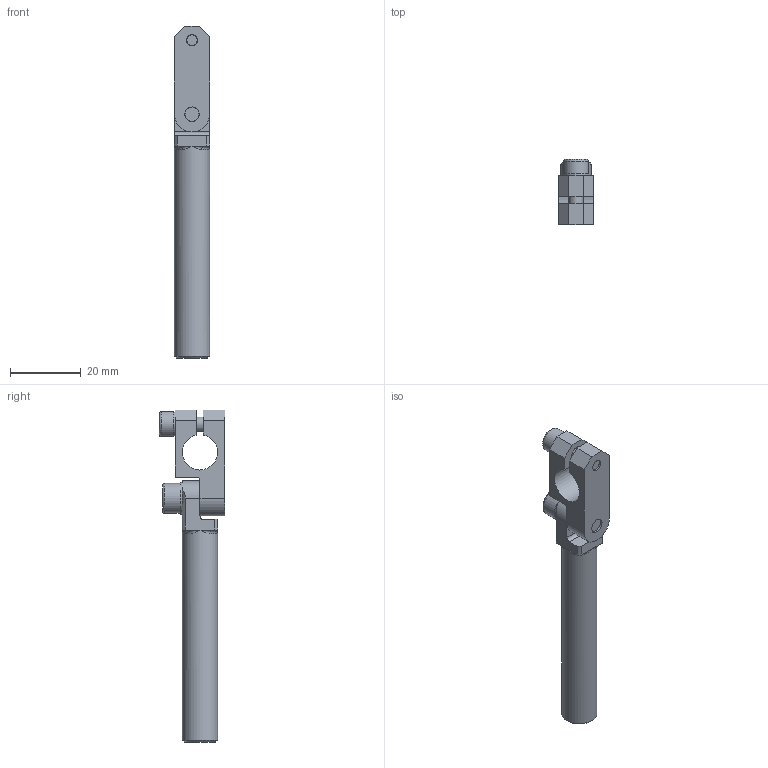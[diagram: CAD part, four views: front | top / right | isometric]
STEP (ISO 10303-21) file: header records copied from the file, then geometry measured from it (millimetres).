
FILE_DESCRIPTION((''),'2;1');
FILE_NAME('1-325-06-00-0 GLA 10-10-60.stp','2008-01-17T07:13:21',('Wilberg'),(''),'Autodesk Inventor 11','Autodesk Inventor 11','');
FILE_SCHEMA(('AUTOMOTIVE_DESIGN { 1 0 10303 214 1 1 1 1 }'));
Length unit declared in the file: millimetre
Products named in the file (7): 1-325-06-00-0 GLA 10-10-60; 1-325-06-01-0 GLA 10-10-60; 1-325-03-02-0 GLA 10-10-..-; BMU-493-004; BMU-493-005; ISO 4762-M4x14; ISO 4762-M5x12
Assembly tree (6 placements, depth 2):
  1-325-06-00-0 GLA 10-10-60
    1-325-06-01-0 GLA 10-10-60
    1-325-03-02-0 GLA 10-10-..-
    BMU-493-004
    BMU-493-005
    ISO 4762-M4x14
    ISO 4762-M5x12
Bounding box: 10 x 18.5 x 94 mm (x, y, z)
Volume: 6156.1 mm3; surface area: 6548.6 mm2
Topology: 6 solids, 6 shells, 98 faces, 230 edges, 140 vertices
Faces by surface type: plane 54, cylinder 19, bspline 19, cone 5, torus 1
Full cylindrical faces by diameter (mm): 4 x1, 4.3 x1, 5 x2, 5.3 x1, 7 x2, 8.5 x1, 9 x1, 10 x1
Entity records: 3730 total; most frequent: CARTESIAN_POINT 1514, DIRECTION 426, ORIENTED_EDGE 382, EDGE_CURVE 191, AXIS2_PLACEMENT_3D 159, EDGE_LOOP 137, VERTEX_POINT 132, VECTOR 108
